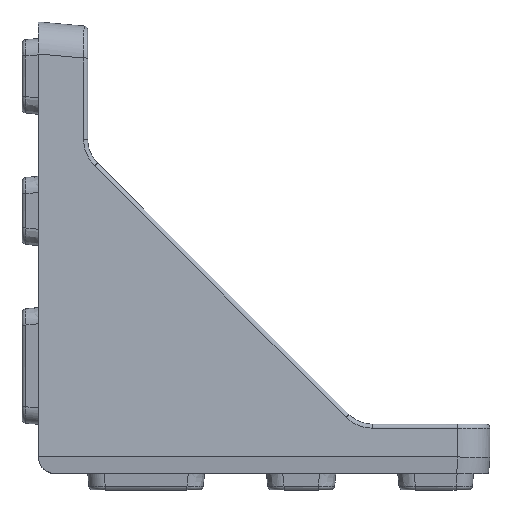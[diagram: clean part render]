
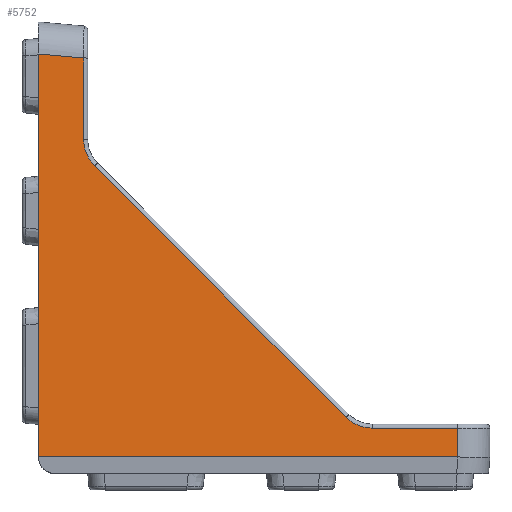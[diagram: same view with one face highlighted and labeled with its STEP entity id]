
A CAD part, top view. The second image highlights one B-rep face of the part: STEP entity #5752.
In plain terms, the highlighted planar face has unit normal (0.025, 0.025, 0.999).
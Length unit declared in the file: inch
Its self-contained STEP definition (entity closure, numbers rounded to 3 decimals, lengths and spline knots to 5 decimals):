
#4 = LINE ( 'NONE', #3498, #5417 ) ;
#100 = ORIENTED_EDGE ( 'NONE', *, *, #5301, .T. ) ;
#192 = VECTOR ( 'NONE', #5059, 39.37008 ) ;
#209 = VERTEX_POINT ( 'NONE', #2306 ) ;
#235 = VECTOR ( 'NONE', #5285, 39.37008 ) ;
#441 = ORIENTED_EDGE ( 'NONE', *, *, #1517, .T. ) ;
#485 = CARTESIAN_POINT ( 'NONE',  ( 0.80057, 0.10851, 0.25314 ) ) ;
#570 = VECTOR ( 'NONE', #972, 39.37008 ) ;
#600 = B_SPLINE_CURVE_WITH_KNOTS ( 'NONE', 3,
 ( #6631, #4847, #5951, #5365, #4922, #3769 ),
 .UNSPECIFIED., .F., .F.,
 ( 4, 2, 4 ),
 ( 0., 0.5, 1. ),
 .UNSPECIFIED. ) ;
#651 = EDGE_CURVE ( 'NONE', #209, #4836, #4468, .T. ) ;
#902 = CARTESIAN_POINT ( 'NONE',  ( 0., 1.00575, 0.25076 ) ) ;
#972 = DIRECTION ( 'NONE',  ( 0., 1., -0.025 ) ) ;
#1154 = AXIS2_PLACEMENT_3D ( 'NONE', #3905, #4569, #5053 ) ;
#1328 = LINE ( 'NONE', #3579, #235 ) ;
#1417 = EDGE_CURVE ( 'NONE', #3418, #209, #2290, .T. ) ;
#1459 = B_SPLINE_CURVE_WITH_KNOTS ( 'NONE', 3,
 ( #485, #4406, #2622, #2737, #3254, #4436 ),
 .UNSPECIFIED., .F., .F.,
 ( 4, 2, 4 ),
 ( 0., 0.5, 1. ),
 .UNSPECIFIED. ) ;
#1517 = EDGE_CURVE ( 'NONE', #5625, #3418, #600, .T. ) ;
#1660 = CARTESIAN_POINT ( 'NONE',  ( 0.10851, 0.99626, 0.24831 ) ) ;
#1677 = CARTESIAN_POINT ( 'NONE',  ( 0.32648, 0.03937, 0.26656 ) ) ;
#1827 = EDGE_CURVE ( 'NONE', #2314, #6342, #2269, .T. ) ;
#1939 = VERTEX_POINT ( 'NONE', #2857 ) ;
#1989 = CARTESIAN_POINT ( 'NONE',  ( 0., 0.03937, 0.27462 ) ) ;
#2269 = LINE ( 'NONE', #1677, #3614 ) ;
#2290 = LINE ( 'NONE', #6690, #192 ) ;
#2306 = CARTESIAN_POINT ( 'NONE',  ( 0.10851, 0.99626, 0.24831 ) ) ;
#2314 = VERTEX_POINT ( 'NONE', #4681 ) ;
#2506 = LINE ( 'NONE', #1989, #3759 ) ;
#2606 = CARTESIAN_POINT ( 'NONE',  ( 1.00588, 0.03937, 0.24978 ) ) ;
#2622 = CARTESIAN_POINT ( 'NONE',  ( 0.77752, 0.11077, 0.25366 ) ) ;
#2737 = CARTESIAN_POINT ( 'NONE',  ( 0.75583, 0.11974, 0.25397 ) ) ;
#2747 = ORIENTED_EDGE ( 'NONE', *, *, #1417, .T. ) ;
#2857 = CARTESIAN_POINT ( 'NONE',  ( 0.73794, 0.13446, 0.25405 ) ) ;
#3161 = CARTESIAN_POINT ( 'NONE',  ( 1.00588, 0.10851, 0.24807 ) ) ;
#3164 = DIRECTION ( 'NONE',  ( 0., 1., -0.025 ) ) ;
#3254 = CARTESIAN_POINT ( 'NONE',  ( 0.74625, 0.12614, 0.25405 ) ) ;
#3375 = DIRECTION ( 'NONE',  ( 1., 0., -0.025 ) ) ;
#3418 = VERTEX_POINT ( 'NONE', #6101 ) ;
#3498 = CARTESIAN_POINT ( 'NONE',  ( 0.32644, 0.10851, 0.26485 ) ) ;
#3579 = CARTESIAN_POINT ( 'NONE',  ( 0.73794, 0.13446, 0.25405 ) ) ;
#3614 = VECTOR ( 'NONE', #3375, 39.37008 ) ;
#3623 = ORIENTED_EDGE ( 'NONE', *, *, #6022, .T. ) ;
#3638 = ORIENTED_EDGE ( 'NONE', *, *, #5214, .T. ) ;
#3701 = ORIENTED_EDGE ( 'NONE', *, *, #5387, .T. ) ;
#3759 = VECTOR ( 'NONE', #3164, 39.37008 ) ;
#3769 = CARTESIAN_POINT ( 'NONE',  ( 0.10851, 0.80057, 0.25314 ) ) ;
#3905 = CARTESIAN_POINT ( 'NONE',  ( 0.3263, 0.3263, 0.25948 ) ) ;
#3914 = CARTESIAN_POINT ( 'NONE',  ( 0.80057, 0.10851, 0.25314 ) ) ;
#3997 = VERTEX_POINT ( 'NONE', #3161 ) ;
#4091 = DIRECTION ( 'NONE',  ( -1., 0., 0.025 ) ) ;
#4148 = VECTOR ( 'NONE', #4537, 39.37008 ) ;
#4406 = CARTESIAN_POINT ( 'NONE',  ( 0.78884, 0.10851, 0.25343 ) ) ;
#4436 = CARTESIAN_POINT ( 'NONE',  ( 0.73794, 0.13446, 0.25405 ) ) ;
#4468 = LINE ( 'NONE', #1660, #4148 ) ;
#4537 = DIRECTION ( 'NONE',  ( -0.996, 0.087, 0.022 ) ) ;
#4569 = DIRECTION ( 'NONE',  ( 0.025, 0.025, 0.999 ) ) ;
#4681 = CARTESIAN_POINT ( 'NONE',  ( 0., 0.03937, 0.27462 ) ) ;
#4737 = ORIENTED_EDGE ( 'NONE', *, *, #1827, .T. ) ;
#4836 = VERTEX_POINT ( 'NONE', #902 ) ;
#4846 = EDGE_CURVE ( 'NONE', #2314, #4836, #2506, .T. ) ;
#4847 = CARTESIAN_POINT ( 'NONE',  ( 0.12616, 0.74623, 0.25405 ) ) ;
#4922 = CARTESIAN_POINT ( 'NONE',  ( 0.10851, 0.78881, 0.25343 ) ) ;
#4929 = ORIENTED_EDGE ( 'NONE', *, *, #651, .T. ) ;
#5053 = DIRECTION ( 'NONE',  ( 1., 0., -0.025 ) ) ;
#5059 = DIRECTION ( 'NONE',  ( 0., 1., -0.025 ) ) ;
#5125 = FACE_OUTER_BOUND ( 'NONE', #5739, .T. ) ;
#5214 = EDGE_CURVE ( 'NONE', #1939, #5625, #1328, .T. ) ;
#5250 = VERTEX_POINT ( 'NONE', #3914 ) ;
#5285 = DIRECTION ( 'NONE',  ( -0.707, 0.707, 0. ) ) ;
#5301 = EDGE_CURVE ( 'NONE', #5250, #1939, #1459, .T. ) ;
#5365 = CARTESIAN_POINT ( 'NONE',  ( 0.11076, 0.77751, 0.25366 ) ) ;
#5387 = EDGE_CURVE ( 'NONE', #3997, #5250, #4, .T. ) ;
#5417 = VECTOR ( 'NONE', #4091, 39.37008 ) ;
#5625 = VERTEX_POINT ( 'NONE', #6088 ) ;
#5725 = CARTESIAN_POINT ( 'NONE',  ( 1.00588, 0.03937, 0.24978 ) ) ;
#5739 = EDGE_LOOP ( 'NONE', ( #4929, #6024, #4737, #3623, #3701, #100, #3638, #441, #2747 ) ) ;
#5752 = ADVANCED_FACE ( 'NONE', ( #5125 ), #6316, .T. ) ;
#5951 = CARTESIAN_POINT ( 'NONE',  ( 0.11975, 0.75584, 0.25397 ) ) ;
#6022 = EDGE_CURVE ( 'NONE', #6342, #3997, #6040, .T. ) ;
#6024 = ORIENTED_EDGE ( 'NONE', *, *, #4846, .F. ) ;
#6040 = LINE ( 'NONE', #2606, #570 ) ;
#6088 = CARTESIAN_POINT ( 'NONE',  ( 0.13446, 0.73794, 0.25405 ) ) ;
#6101 = CARTESIAN_POINT ( 'NONE',  ( 0.10851, 0.80057, 0.25314 ) ) ;
#6316 = PLANE ( 'NONE',  #1154 ) ;
#6342 = VERTEX_POINT ( 'NONE', #5725 ) ;
#6631 = CARTESIAN_POINT ( 'NONE',  ( 0.13446, 0.73794, 0.25405 ) ) ;
#6690 = CARTESIAN_POINT ( 'NONE',  ( 0.10851, 0.80057, 0.25314 ) ) ;
